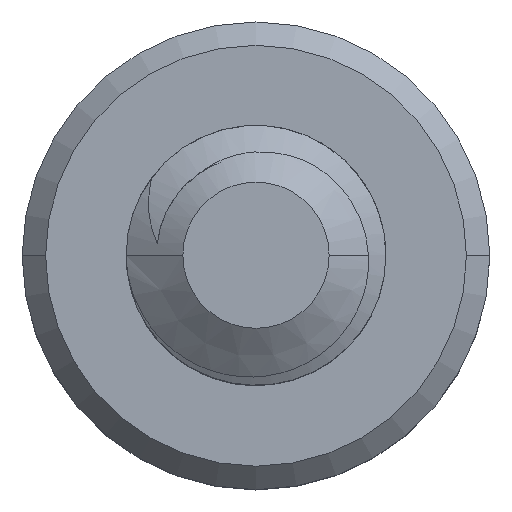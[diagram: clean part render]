
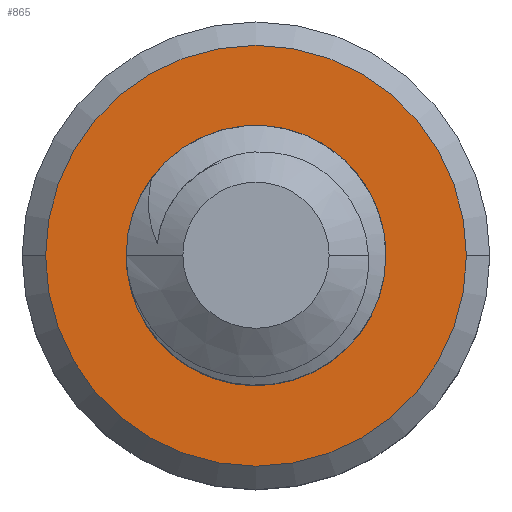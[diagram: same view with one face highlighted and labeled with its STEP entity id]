
A CAD part, top view. The second image highlights one B-rep face of the part: STEP entity #865.
In plain terms, the highlighted planar face has unit normal (0, 0, 1).
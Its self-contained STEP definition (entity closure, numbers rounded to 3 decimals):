
#20=FACE_BOUND('',#216,.T.);
#23=PLANE('',#952);
#116=B_SPLINE_CURVE_WITH_KNOTS('',3,(#2000,#2001,#2002,#2003,#2004,#2005,
#2006,#2007,#2008,#2009,#2010,#2011),.UNSPECIFIED.,.F.,.F.,(4,2,2,2,2,4),
(0.,0.001,0.001,0.002,
0.002,0.003),.UNSPECIFIED.);
#117=B_SPLINE_CURVE_WITH_KNOTS('',3,(#2245,#2246,#2247,#2248,#2249,#2250,
#2251,#2252,#2253,#2254,#2255,#2256),.UNSPECIFIED.,.F.,.F.,(4,2,2,2,2,4),
(0.,0.,0.001,0.001,
0.002,0.003),.UNSPECIFIED.);
#161=FACE_OUTER_BOUND('',#215,.T.);
#215=EDGE_LOOP('',(#757,#758));
#216=EDGE_LOOP('',(#759,#760,#761,#762));
#322=CIRCLE('',#897,2.025);
#330=CIRCLE('',#928,1.25);
#332=CIRCLE('',#937,0.958);
#343=CIRCLE('',#953,2.025);
#344=VERTEX_POINT('',#1170);
#345=VERTEX_POINT('',#1171);
#409=VERTEX_POINT('',#1645);
#410=VERTEX_POINT('',#1653);
#412=VERTEX_POINT('',#1999);
#413=VERTEX_POINT('',#2237);
#425=EDGE_CURVE('',#344,#345,#322,.T.);
#507=EDGE_CURVE('',#410,#409,#330,.T.);
#521=EDGE_CURVE('',#412,#409,#116,.T.);
#524=EDGE_CURVE('',#410,#413,#117,.T.);
#525=EDGE_CURVE('',#413,#412,#332,.T.);
#536=EDGE_CURVE('',#345,#344,#343,.T.);
#757=ORIENTED_EDGE('',*,*,#536,.T.);
#758=ORIENTED_EDGE('',*,*,#425,.T.);
#759=ORIENTED_EDGE('',*,*,#507,.F.);
#760=ORIENTED_EDGE('',*,*,#524,.T.);
#761=ORIENTED_EDGE('',*,*,#525,.T.);
#762=ORIENTED_EDGE('',*,*,#521,.T.);
#865=ADVANCED_FACE('',(#161,#20),#23,.F.);
#897=AXIS2_PLACEMENT_3D('',#1172,#976,#977);
#928=AXIS2_PLACEMENT_3D('',#1661,#1071,#1072);
#937=AXIS2_PLACEMENT_3D('',#2258,#1089,#1090);
#952=AXIS2_PLACEMENT_3D('',#2278,#1119,#1120);
#953=AXIS2_PLACEMENT_3D('',#2279,#1121,#1122);
#976=DIRECTION('center_axis',(0.,0.,1.));
#977=DIRECTION('ref_axis',(-1.,0.,0.));
#1071=DIRECTION('center_axis',(0.,0.,1.));
#1072=DIRECTION('ref_axis',(1.,0.,0.));
#1089=DIRECTION('center_axis',(0.,0.,-1.));
#1090=DIRECTION('ref_axis',(1.,0.,0.));
#1119=DIRECTION('center_axis',(0.,0.,-1.));
#1120=DIRECTION('ref_axis',(-1.,0.,0.));
#1121=DIRECTION('center_axis',(0.,0.,1.));
#1122=DIRECTION('ref_axis',(-1.,0.,0.));
#1170=CARTESIAN_POINT('',(2.025,0.,-3.));
#1171=CARTESIAN_POINT('',(-2.025,0.,-3.));
#1172=CARTESIAN_POINT('Origin',(0.,0.,-3.));
#1645=CARTESIAN_POINT('',(-0.335,-1.204,-3.));
#1653=CARTESIAN_POINT('',(-1.083,-0.625,-3.));
#1661=CARTESIAN_POINT('Origin',(0.,0.,-3.));
#1999=CARTESIAN_POINT('',(0.829,0.479,-3.));
#2000=CARTESIAN_POINT('Ctrl Pts',(0.829,0.479,-3.));
#2001=CARTESIAN_POINT('Ctrl Pts',(0.962,0.302,-3.));
#2002=CARTESIAN_POINT('Ctrl Pts',(1.032,0.086,-3.));
#2003=CARTESIAN_POINT('Ctrl Pts',(1.029,-0.354,-3.));
#2004=CARTESIAN_POINT('Ctrl Pts',(0.953,-0.569,
-3.));
#2005=CARTESIAN_POINT('Ctrl Pts',(0.696,-0.925,-3.));
#2006=CARTESIAN_POINT('Ctrl Pts',(0.515,-1.065,-3.));
#2007=CARTESIAN_POINT('Ctrl Pts',(0.211,-1.183,-3.));
#2008=CARTESIAN_POINT('Ctrl Pts',(0.102,-1.209,-3.));
#2009=CARTESIAN_POINT('Ctrl Pts',(-0.115,-1.228,
-3.));
#2010=CARTESIAN_POINT('Ctrl Pts',(-0.226,-1.223,
-3.));
#2011=CARTESIAN_POINT('Ctrl Pts',(-0.335,-1.204,-3.));
#2237=CARTESIAN_POINT('',(0.256,0.923,-3.));
#2245=CARTESIAN_POINT('Ctrl Pts',(-1.083,-0.625,
-3.));
#2246=CARTESIAN_POINT('Ctrl Pts',(-1.129,-0.525,
-3.));
#2247=CARTESIAN_POINT('Ctrl Pts',(-1.161,-0.42,
-3.));
#2248=CARTESIAN_POINT('Ctrl Pts',(-1.195,-0.204,
-3.));
#2249=CARTESIAN_POINT('Ctrl Pts',(-1.197,-0.093,
-3.));
#2250=CARTESIAN_POINT('Ctrl Pts',(-1.157,0.232,-3.));
#2251=CARTESIAN_POINT('Ctrl Pts',(-1.068,0.443,-3.));
#2252=CARTESIAN_POINT('Ctrl Pts',(-0.792,0.78,
-3.));
#2253=CARTESIAN_POINT('Ctrl Pts',(-0.601,0.905,
-3.));
#2254=CARTESIAN_POINT('Ctrl Pts',(-0.175,1.018,-3.));
#2255=CARTESIAN_POINT('Ctrl Pts',(0.052,1.009,-3.));
#2256=CARTESIAN_POINT('Ctrl Pts',(0.256,0.923,-3.));
#2258=CARTESIAN_POINT('Origin',(0.,0.,-3.));
#2278=CARTESIAN_POINT('Origin',(0.,0.,-3.));
#2279=CARTESIAN_POINT('Origin',(0.,0.,-3.));
